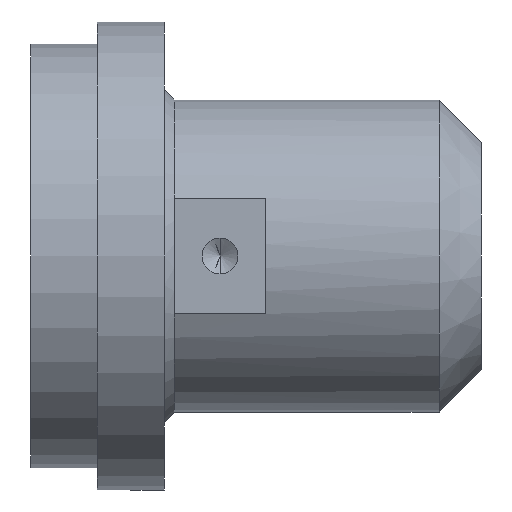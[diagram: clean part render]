
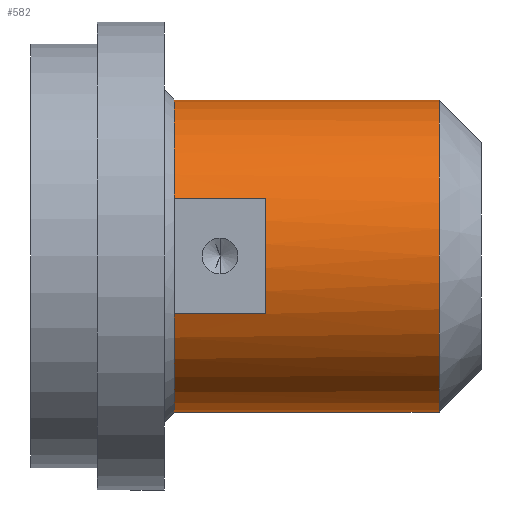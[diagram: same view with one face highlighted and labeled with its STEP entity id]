
A CAD part, front view. The second image highlights one B-rep face of the part: STEP entity #582.
In plain terms, the highlighted cylindrical face has radius 7 mm (diameter 14 mm), a partial arc.
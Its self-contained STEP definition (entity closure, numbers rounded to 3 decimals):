
#18 = EDGE_CURVE ( 'NONE', #561, #1464, #1386, .T. ) ;
#24 = CARTESIAN_POINT ( 'NONE',  ( 10.55, 0., 0. ) ) ;
#28 = ORIENTED_EDGE ( 'NONE', *, *, #18, .T. ) ;
#34 = CARTESIAN_POINT ( 'NONE',  ( 10.55, -6.5, -2.598 ) ) ;
#53 = DIRECTION ( 'NONE',  ( -1., 0., 0. ) ) ;
#110 = LINE ( 'NONE', #1366, #1265 ) ;
#128 = EDGE_CURVE ( 'NONE', #1463, #291, #110, .T. ) ;
#190 = CARTESIAN_POINT ( 'NONE',  ( 6.45, 0., 7. ) ) ;
#206 = ORIENTED_EDGE ( 'NONE', *, *, #1368, .T. ) ;
#231 = DIRECTION ( 'NONE',  ( -1., 0., 0. ) ) ;
#233 = EDGE_CURVE ( 'NONE', #1206, #750, #482, .T. ) ;
#246 = AXIS2_PLACEMENT_3D ( 'NONE', #24, #838, #949 ) ;
#291 = VERTEX_POINT ( 'NONE', #419 ) ;
#296 = CIRCLE ( 'NONE', #469, 7. ) ;
#298 = ORIENTED_EDGE ( 'NONE', *, *, #128, .F. ) ;
#325 = AXIS2_PLACEMENT_3D ( 'NONE', #1382, #1369, #692 ) ;
#344 = CARTESIAN_POINT ( 'NONE',  ( 6.45, -6.5, 2.598 ) ) ;
#366 = CIRCLE ( 'NONE', #325, 7. ) ;
#379 = CARTESIAN_POINT ( 'NONE',  ( 10.55, -6.5, 2.598 ) ) ;
#396 = EDGE_LOOP ( 'NONE', ( #298, #1039, #28, #894, #1473, #1360, #206, #549 ) ) ;
#398 = CARTESIAN_POINT ( 'NONE',  ( 18.33, 0., 0. ) ) ;
#400 = VECTOR ( 'NONE', #671, 1000. ) ;
#401 = AXIS2_PLACEMENT_3D ( 'NONE', #470, #1261, #925 ) ;
#407 = CARTESIAN_POINT ( 'NONE',  ( 0., -6.5, -2.598 ) ) ;
#419 = CARTESIAN_POINT ( 'NONE',  ( 6.45, 0., -7. ) ) ;
#466 = VERTEX_POINT ( 'NONE', #1004 ) ;
#469 = AXIS2_PLACEMENT_3D ( 'NONE', #1461, #231, #1010 ) ;
#470 = CARTESIAN_POINT ( 'NONE',  ( 0., 0., 0. ) ) ;
#482 = CIRCLE ( 'NONE', #246, 7. ) ;
#522 = FACE_OUTER_BOUND ( 'NONE', #396, .T. ) ;
#549 = ORIENTED_EDGE ( 'NONE', *, *, #615, .F. ) ;
#561 = VERTEX_POINT ( 'NONE', #1155 ) ;
#582 = ADVANCED_FACE ( 'NONE', ( #522 ), #824, .T. ) ;
#586 = CIRCLE ( 'NONE', #1016, 7. ) ;
#615 = EDGE_CURVE ( 'NONE', #291, #466, #366, .T. ) ;
#637 = CARTESIAN_POINT ( 'NONE',  ( 0., -6.5, 2.598 ) ) ;
#671 = DIRECTION ( 'NONE',  ( -1., 0., 0. ) ) ;
#692 = DIRECTION ( 'NONE',  ( 0., 0., 1. ) ) ;
#698 = LINE ( 'NONE', #637, #1389 ) ;
#739 = DIRECTION ( 'NONE',  ( 1., 0., 0. ) ) ;
#750 = VERTEX_POINT ( 'NONE', #34 ) ;
#824 = CYLINDRICAL_SURFACE ( 'NONE', #401, 7. ) ;
#838 = DIRECTION ( 'NONE',  ( 1., 0., 0. ) ) ;
#854 = LINE ( 'NONE', #407, #1420 ) ;
#875 = CARTESIAN_POINT ( 'NONE',  ( 18.33, 0., -7. ) ) ;
#894 = ORIENTED_EDGE ( 'NONE', *, *, #1064, .F. ) ;
#925 = DIRECTION ( 'NONE',  ( 0., 0., 1. ) ) ;
#941 = DIRECTION ( 'NONE',  ( 0., 0., 1. ) ) ;
#949 = DIRECTION ( 'NONE',  ( 0., 0., -1. ) ) ;
#1004 = CARTESIAN_POINT ( 'NONE',  ( 6.45, -6.5, -2.598 ) ) ;
#1010 = DIRECTION ( 'NONE',  ( 0., 0., 1. ) ) ;
#1016 = AXIS2_PLACEMENT_3D ( 'NONE', #398, #1049, #941 ) ;
#1039 = ORIENTED_EDGE ( 'NONE', *, *, #1267, .T. ) ;
#1049 = DIRECTION ( 'NONE',  ( -1., 0., 0. ) ) ;
#1064 = EDGE_CURVE ( 'NONE', #1118, #1464, #296, .T. ) ;
#1118 = VERTEX_POINT ( 'NONE', #344 ) ;
#1155 = CARTESIAN_POINT ( 'NONE',  ( 18.33, 0., 7. ) ) ;
#1206 = VERTEX_POINT ( 'NONE', #379 ) ;
#1261 = DIRECTION ( 'NONE',  ( -1., 0., 0. ) ) ;
#1265 = VECTOR ( 'NONE', #1274, 1000. ) ;
#1267 = EDGE_CURVE ( 'NONE', #1463, #561, #586, .T. ) ;
#1274 = DIRECTION ( 'NONE',  ( -1., 0., 0. ) ) ;
#1360 = ORIENTED_EDGE ( 'NONE', *, *, #233, .T. ) ;
#1366 = CARTESIAN_POINT ( 'NONE',  ( 0., 0., -7. ) ) ;
#1368 = EDGE_CURVE ( 'NONE', #750, #466, #854, .T. ) ;
#1369 = DIRECTION ( 'NONE',  ( -1., 0., 0. ) ) ;
#1382 = CARTESIAN_POINT ( 'NONE',  ( 6.45, 0., 0. ) ) ;
#1386 = LINE ( 'NONE', #1453, #400 ) ;
#1389 = VECTOR ( 'NONE', #739, 1000. ) ;
#1415 = EDGE_CURVE ( 'NONE', #1118, #1206, #698, .T. ) ;
#1420 = VECTOR ( 'NONE', #53, 1000. ) ;
#1453 = CARTESIAN_POINT ( 'NONE',  ( 0., 0., 7. ) ) ;
#1461 = CARTESIAN_POINT ( 'NONE',  ( 6.45, 0., 0. ) ) ;
#1463 = VERTEX_POINT ( 'NONE', #875 ) ;
#1464 = VERTEX_POINT ( 'NONE', #190 ) ;
#1473 = ORIENTED_EDGE ( 'NONE', *, *, #1415, .T. ) ;
